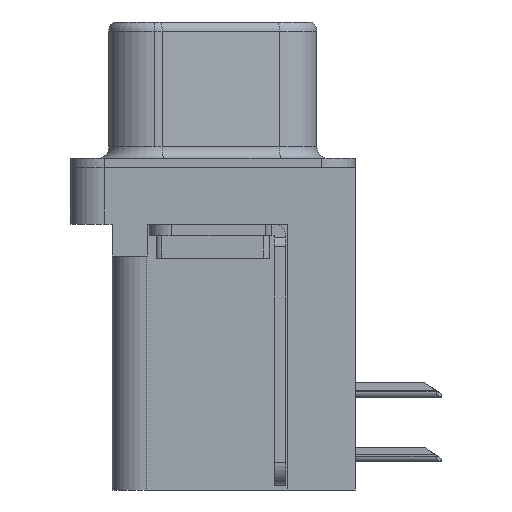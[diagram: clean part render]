
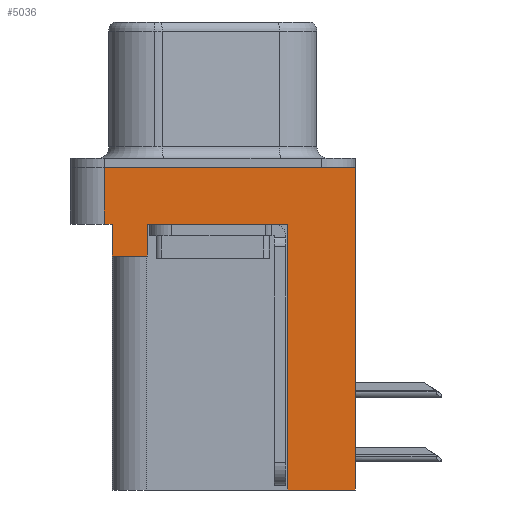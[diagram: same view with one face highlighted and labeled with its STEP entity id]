
A CAD part, left-side view. The second image highlights one B-rep face of the part: STEP entity #5036.
In plain terms, the highlighted planar face has unit normal (-1, 0, 0).
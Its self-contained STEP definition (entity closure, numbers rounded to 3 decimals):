
#6 = VERTEX_POINT ( 'NONE', #6261 ) ;
#209 = VECTOR ( 'NONE', #13346, 1000. ) ;
#1533 = ORIENTED_EDGE ( 'NONE', *, *, #11673, .F. ) ;
#1554 = PLANE ( 'NONE',  #8983 ) ;
#2108 = CARTESIAN_POINT ( 'NONE',  ( -3., 2.895, -3.9 ) ) ;
#2214 = VERTEX_POINT ( 'NONE', #4649 ) ;
#2323 = EDGE_CURVE ( 'NONE', #6, #2214, #11863, .T. ) ;
#2810 = VERTEX_POINT ( 'NONE', #3248 ) ;
#3240 = ORIENTED_EDGE ( 'NONE', *, *, #7164, .F. ) ;
#3248 = CARTESIAN_POINT ( 'NONE',  ( -3., -6.275, 0. ) ) ;
#3680 = VERTEX_POINT ( 'NONE', #16783 ) ;
#3794 = VERTEX_POINT ( 'NONE', #22416 ) ;
#4021 = LINE ( 'NONE', #11011, #9922 ) ;
#4238 = LINE ( 'NONE', #7681, #7746 ) ;
#4494 = DIRECTION ( 'NONE',  ( 0., 0., 1. ) ) ;
#4649 = CARTESIAN_POINT ( 'NONE',  ( -3., 4.425, -2.5 ) ) ;
#4751 = ORIENTED_EDGE ( 'NONE', *, *, #20228, .F. ) ;
#4872 = FACE_OUTER_BOUND ( 'NONE', #22453, .T. ) ;
#5036 = ADVANCED_FACE ( 'NONE', ( #4872 ), #1554, .T. ) ;
#5195 = VECTOR ( 'NONE', #7609, 1000. ) ;
#5271 = ORIENTED_EDGE ( 'NONE', *, *, #6964, .F. ) ;
#6261 = CARTESIAN_POINT ( 'NONE',  ( -3., 4.775, -2.5 ) ) ;
#6516 = ORIENTED_EDGE ( 'NONE', *, *, #7291, .T. ) ;
#6551 = CARTESIAN_POINT ( 'NONE',  ( -3., 4.775, -2.5 ) ) ;
#6692 = CARTESIAN_POINT ( 'NONE',  ( -3., -6.275, -2.5 ) ) ;
#6859 = VERTEX_POINT ( 'NONE', #7934 ) ;
#6964 = EDGE_CURVE ( 'NONE', #6, #3794, #13769, .T. ) ;
#7043 = DIRECTION ( 'NONE',  ( 0., -1., 0. ) ) ;
#7164 = EDGE_CURVE ( 'NONE', #3794, #2810, #10673, .T. ) ;
#7291 = EDGE_CURVE ( 'NONE', #3680, #2810, #4021, .T. ) ;
#7363 = DIRECTION ( 'NONE',  ( 0., 0., 1. ) ) ;
#7609 = DIRECTION ( 'NONE',  ( 0., 1., 0. ) ) ;
#7681 = CARTESIAN_POINT ( 'NONE',  ( -3., 2.895, -3.9 ) ) ;
#7746 = VECTOR ( 'NONE', #16486, 1000. ) ;
#7856 = EDGE_CURVE ( 'NONE', #3680, #15558, #8443, .T. ) ;
#7934 = CARTESIAN_POINT ( 'NONE',  ( -3., 2.895, -2.5 ) ) ;
#8059 = CARTESIAN_POINT ( 'NONE',  ( -3., 4.425, -3.9 ) ) ;
#8292 = DIRECTION ( 'NONE',  ( 0., 0., 1. ) ) ;
#8443 = LINE ( 'NONE', #16907, #16313 ) ;
#8744 = LINE ( 'NONE', #15183, #209 ) ;
#8866 = VERTEX_POINT ( 'NONE', #2108 ) ;
#8983 = AXIS2_PLACEMENT_3D ( 'NONE', #6692, #16993, #8292 ) ;
#9154 = VECTOR ( 'NONE', #7043, 1000. ) ;
#9218 = CARTESIAN_POINT ( 'NONE',  ( -3., 4.425, -3.9 ) ) ;
#9922 = VECTOR ( 'NONE', #17984, 1000. ) ;
#10382 = VERTEX_POINT ( 'NONE', #8059 ) ;
#10564 = CARTESIAN_POINT ( 'NONE',  ( -3., -6.275, 0. ) ) ;
#10607 = CARTESIAN_POINT ( 'NONE',  ( -3., -6.275, -2.5 ) ) ;
#10673 = LINE ( 'NONE', #10564, #15049 ) ;
#10687 = LINE ( 'NONE', #12292, #12538 ) ;
#10720 = EDGE_CURVE ( 'NONE', #15558, #21267, #10687, .T. ) ;
#11011 = CARTESIAN_POINT ( 'NONE',  ( -3., -6.275, -2.5 ) ) ;
#11329 = VECTOR ( 'NONE', #20522, 1000. ) ;
#11531 = DIRECTION ( 'NONE',  ( 0., 1., 0. ) ) ;
#11673 = EDGE_CURVE ( 'NONE', #8866, #10382, #12878, .T. ) ;
#11863 = LINE ( 'NONE', #10607, #9154 ) ;
#12292 = CARTESIAN_POINT ( 'NONE',  ( -3., -3.295, -14.2 ) ) ;
#12538 = VECTOR ( 'NONE', #7363, 1000. ) ;
#12878 = LINE ( 'NONE', #9218, #5195 ) ;
#13346 = DIRECTION ( 'NONE',  ( 0., -1., 0. ) ) ;
#13349 = EDGE_CURVE ( 'NONE', #8866, #6859, #4238, .T. ) ;
#13769 = LINE ( 'NONE', #6551, #11329 ) ;
#13803 = CARTESIAN_POINT ( 'NONE',  ( -3., -3.295, -14.2 ) ) ;
#14844 = VECTOR ( 'NONE', #4494, 1000. ) ;
#15049 = VECTOR ( 'NONE', #17540, 1000. ) ;
#15183 = CARTESIAN_POINT ( 'NONE',  ( -3., -6.275, -2.5 ) ) ;
#15558 = VERTEX_POINT ( 'NONE', #13803 ) ;
#16313 = VECTOR ( 'NONE', #11531, 1000. ) ;
#16486 = DIRECTION ( 'NONE',  ( 0., 0., 1. ) ) ;
#16783 = CARTESIAN_POINT ( 'NONE',  ( -3., -6.275, -14.2 ) ) ;
#16907 = CARTESIAN_POINT ( 'NONE',  ( -3., -3.295, -14.2 ) ) ;
#16993 = DIRECTION ( 'NONE',  ( -1., 0., 0. ) ) ;
#17540 = DIRECTION ( 'NONE',  ( 0., -1., 0. ) ) ;
#17984 = DIRECTION ( 'NONE',  ( 0., 0., 1. ) ) ;
#18364 = LINE ( 'NONE', #19964, #14844 ) ;
#18845 = ORIENTED_EDGE ( 'NONE', *, *, #13349, .T. ) ;
#18971 = ORIENTED_EDGE ( 'NONE', *, *, #10720, .F. ) ;
#19258 = EDGE_CURVE ( 'NONE', #6859, #21267, #8744, .T. ) ;
#19964 = CARTESIAN_POINT ( 'NONE',  ( -3., 4.425, -3.9 ) ) ;
#20228 = EDGE_CURVE ( 'NONE', #10382, #2214, #18364, .T. ) ;
#20522 = DIRECTION ( 'NONE',  ( 0., 0., 1. ) ) ;
#20817 = ORIENTED_EDGE ( 'NONE', *, *, #7856, .F. ) ;
#20931 = ORIENTED_EDGE ( 'NONE', *, *, #19258, .T. ) ;
#21267 = VERTEX_POINT ( 'NONE', #22180 ) ;
#22180 = CARTESIAN_POINT ( 'NONE',  ( -3., -3.295, -2.5 ) ) ;
#22195 = ORIENTED_EDGE ( 'NONE', *, *, #2323, .T. ) ;
#22416 = CARTESIAN_POINT ( 'NONE',  ( -3., 4.775, 0. ) ) ;
#22453 = EDGE_LOOP ( 'NONE', ( #3240, #5271, #22195, #4751, #1533, #18845, #20931, #18971, #20817, #6516 ) ) ;
